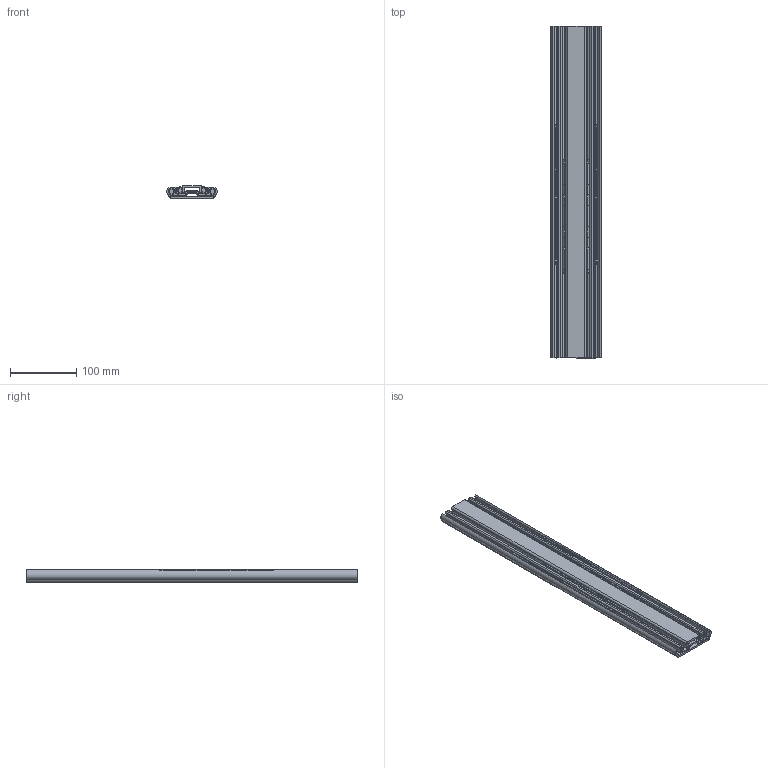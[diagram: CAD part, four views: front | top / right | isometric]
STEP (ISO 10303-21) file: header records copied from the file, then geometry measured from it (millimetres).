
FILE_DESCRIPTION(/* description */ ('Master (Parameters)'),/* implementation_level */ '2;1');
FILE_NAME(/* name */ 'TR-7619_500_500.stp',/* time_stamp */ '2016-02-23T14:36:52+01:00',/* author */ ('m.meijers'),/* organization */ (''),/* preprocessor_version */ 'ST-DEVELOPER v15.6',/* originating_system */ 'Autodesk Inventor 2015',/* authorisation */ '');
FILE_SCHEMA (('AUTOMOTIVE_DESIGN { 1 0 10303 214 3 1 1 }'));
Products named in the file (24): E000031832; E000031838; E000031833; E000003168; E000003163; E000003170; E000003159; E000003874; E000008697; E000031834; E000031839; E000031835; E000003167; E000003160; E000003158; E000003835; E000003162; E000005413; E000008111; E000008739; E000031836; E000031840; E000031837; E000031831
Assembly tree (47 placements, depth 5):
  E000031831
    E000031832
    E000031833
      E000031838
    E000031834
      E000008697
        E000003168
        E000003163  x4
        E000003874  x4
          E000003170
          E000003159
    E000031835
      E000031839
    E000031836
      E000008739
        E000003167  x2
        E000003835  x6
          E000003160
          E000003158
        E000003162  x4
        E000008111  x4
          E000005413
          E000003158
    E000031837
      E000031840
Bounding box: 76.16 x 500 x 18.9 mm (x, y, z)
Volume: 340777.5 mm3; surface area: 293274.1 mm2
Topology: 64 solids, 64 shells, 5126 faces, 14606 edges, 9472 vertices
Faces by surface type: cylinder 3046, plane 1692, torus 192, bspline 96, cone 64, sphere 36
Full cylindrical faces by diameter (mm): 8.1 x16, 9.2 x20
Entity records: 61305 total; most frequent: CARTESIAN_POINT 17163, ORIENTED_EDGE 9508, DIRECTION 9022, EDGE_CURVE 4754, AXIS2_PLACEMENT_3D 3353, VERTEX_POINT 3052, LINE 2316, VECTOR 2316
